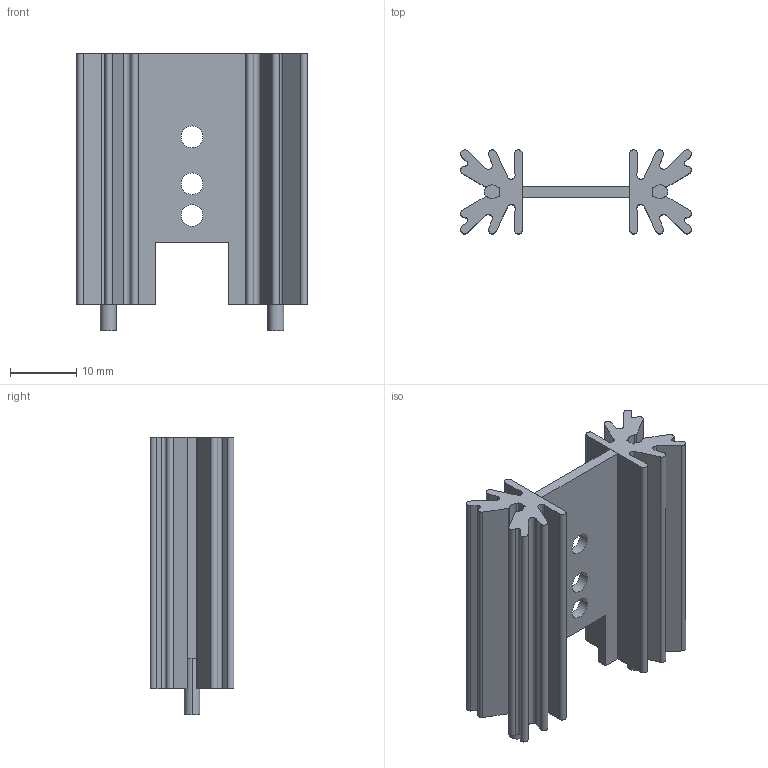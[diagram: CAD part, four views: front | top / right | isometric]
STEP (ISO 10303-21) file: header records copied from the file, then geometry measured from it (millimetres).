
FILE_DESCRIPTION((''),'2;1');
FILE_NAME('HSINK_WAKEFIELD_637-15ABPEP.stp','2012-03-07T12:55:47',(''),(''),'Mechanical Desktop 2011','Mechanical Desktop 2011',', , ');
FILE_SCHEMA(('AUTOMOTIVE_DESIGN { 1 2 10303 214 1 1 1 1 }'));
Length unit declared in the file: millimetre
Products named in the file (1): Product
Bounding box: 34.96 x 12.7 x 42.1 mm (x, y, z)
Volume: 6069.5 mm3; surface area: 7439.5 mm2
Topology: 5 solids, 5 shells, 98 faces, 273 edges, 193 vertices
Faces by surface type: plane 52, cylinder 46
Entity records: 3240 total; most frequent: DIRECTION 564, CARTESIAN_POINT 556, ORIENTED_EDGE 528, EDGE_CURVE 264, AXIS2_PLACEMENT_3D 192, VECTOR 180, LINE 180, VERTEX_POINT 176
